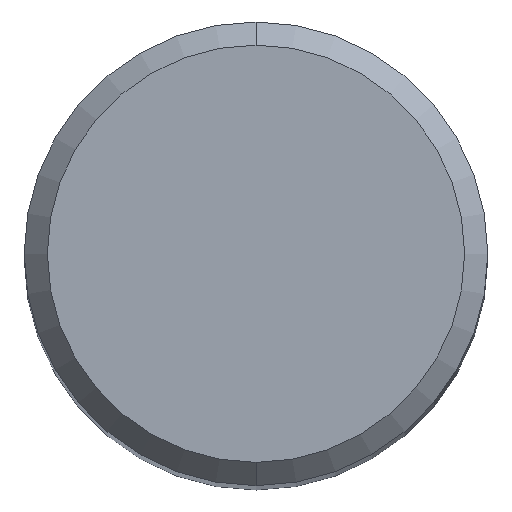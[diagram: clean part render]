
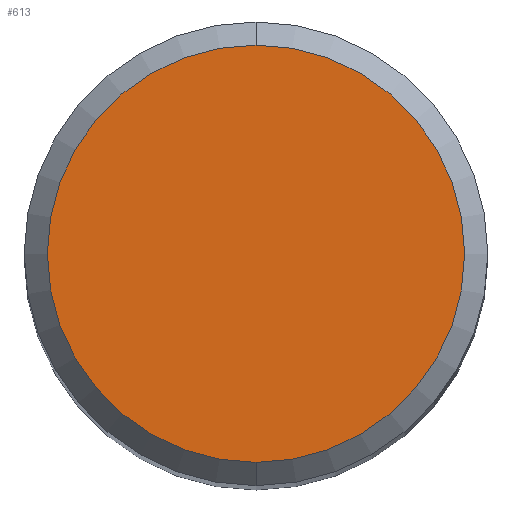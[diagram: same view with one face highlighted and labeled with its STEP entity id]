
A CAD part, top view. The second image highlights one B-rep face of the part: STEP entity #613.
In plain terms, the highlighted planar face has unit normal (0, 0, 1).
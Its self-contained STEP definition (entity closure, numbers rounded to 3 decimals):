
#371=VERTEX_POINT('',#971);
#373=EDGE_CURVE('',#371,#425,#973,.T.);
#425=VERTEX_POINT('',#1029);
#613=ADVANCED_FACE('',(#1231),#1232,.T.);
#869=EDGE_CURVE('',#425,#371,#1517,.T.);
#971=CARTESIAN_POINT('',(0.,-4.5,0.0));
#973=CIRCLE('',#1766,4.5);
#1029=CARTESIAN_POINT('',(0.0,4.5,0.0));
#1231=FACE_OUTER_BOUND('',#6258,.T.);
#1232=PLANE('',#6259);
#1517=CIRCLE('',#8834,4.5);
#1766=AXIS2_PLACEMENT_3D('',#9009,#9010,#9011);
#6258=EDGE_LOOP('',(#9248,#9249));
#6259=AXIS2_PLACEMENT_3D('',#9250,#9251,#9252);
#8834=AXIS2_PLACEMENT_3D('',#9603,#9604,#9605);
#9009=CARTESIAN_POINT('',(0.0,0.0,0.0));
#9010=DIRECTION('',(0.0,0.0,-1.0));
#9011=DIRECTION('',(0.0,1.0,0.0));
#9248=ORIENTED_EDGE('',*,*,#869,.F.);
#9249=ORIENTED_EDGE('',*,*,#373,.F.);
#9250=CARTESIAN_POINT('',(0.0,2.25,0.0));
#9251=DIRECTION('',(-0.0,0.0,1.0));
#9252=DIRECTION('',(0.0,-1.0,0.0));
#9603=CARTESIAN_POINT('',(0.0,0.0,0.0));
#9604=DIRECTION('',(0.0,0.0,-1.0));
#9605=DIRECTION('',(0.0,1.0,0.0));
